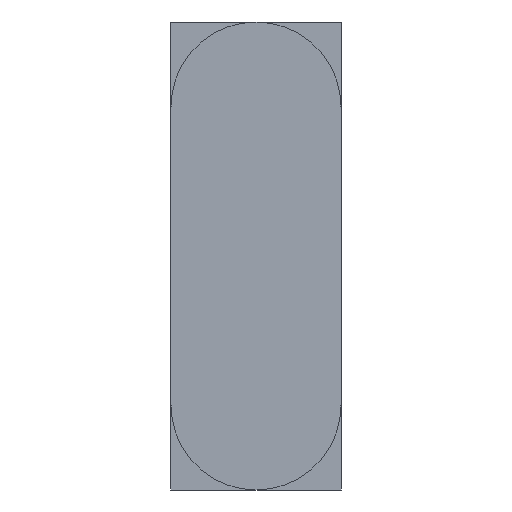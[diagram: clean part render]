
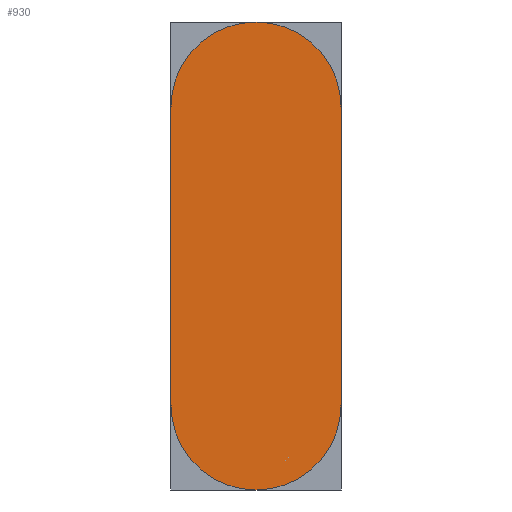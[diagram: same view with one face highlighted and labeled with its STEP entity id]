
A CAD part, front view. The second image highlights one B-rep face of the part: STEP entity #930.
In plain terms, the highlighted planar face has unit normal (0, -1, 0).
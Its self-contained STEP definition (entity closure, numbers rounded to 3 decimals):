
#14=CIRCLE('',#991,2.);
#19=CIRCLE('',#1001,2.);
#55=FACE_OUTER_BOUND('',#103,.T.);
#103=EDGE_LOOP('',(#740,#741,#742,#743));
#132=LINE('',#1273,#250);
#202=LINE('',#1411,#320);
#250=VECTOR('',#1041,10.);
#320=VECTOR('',#1143,10.);
#365=VERTEX_POINT('',#1270);
#366=VERTEX_POINT('',#1272);
#417=VERTEX_POINT('',#1408);
#418=VERTEX_POINT('',#1410);
#450=EDGE_CURVE('',#366,#365,#132,.T.);
#520=EDGE_CURVE('',#418,#417,#202,.T.);
#526=EDGE_CURVE('',#365,#418,#14,.T.);
#531=EDGE_CURVE('',#417,#366,#19,.T.);
#740=ORIENTED_EDGE('',*,*,#526,.T.);
#741=ORIENTED_EDGE('',*,*,#520,.T.);
#742=ORIENTED_EDGE('',*,*,#531,.T.);
#743=ORIENTED_EDGE('',*,*,#450,.T.);
#837=PLANE('',#1002);
#930=ADVANCED_FACE('',(#55),#837,.F.);
#991=AXIS2_PLACEMENT_3D('',#1424,#1161,#1162);
#1001=AXIS2_PLACEMENT_3D('',#1434,#1181,#1182);
#1002=AXIS2_PLACEMENT_3D('',#1435,#1183,#1184);
#1041=DIRECTION('',(0.,0.,-1.));
#1143=DIRECTION('',(0.,0.,1.));
#1161=DIRECTION('center_axis',(0.,-1.,0.));
#1162=DIRECTION('ref_axis',(-1.,0.,0.));
#1181=DIRECTION('center_axis',(0.,-1.,0.));
#1182=DIRECTION('ref_axis',(1.,0.,0.));
#1183=DIRECTION('center_axis',(0.,1.,0.));
#1184=DIRECTION('ref_axis',(0.,0.,1.));
#1270=CARTESIAN_POINT('',(-4.,0.,-9.));
#1272=CARTESIAN_POINT('',(-4.,0.,-2.));
#1273=CARTESIAN_POINT('',(-4.,0.,0.));
#1408=CARTESIAN_POINT('',(0.,0.,-2.));
#1410=CARTESIAN_POINT('',(0.,0.,-9.));
#1411=CARTESIAN_POINT('',(0.,0.,-11.));
#1424=CARTESIAN_POINT('Origin',(-2.,0.,-9.));
#1434=CARTESIAN_POINT('Origin',(-2.,0.,-2.));
#1435=CARTESIAN_POINT('Origin',(-2.,0.,-5.5));
